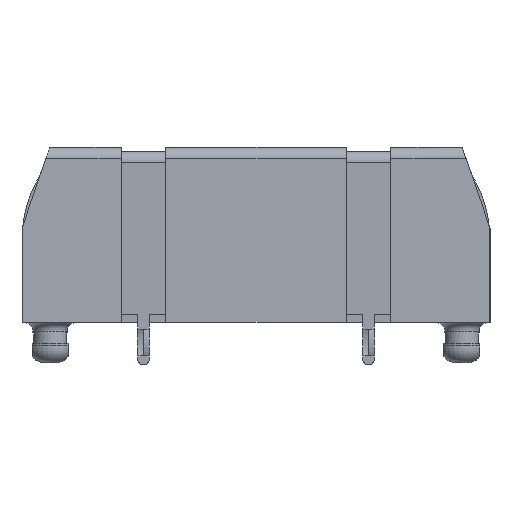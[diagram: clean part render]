
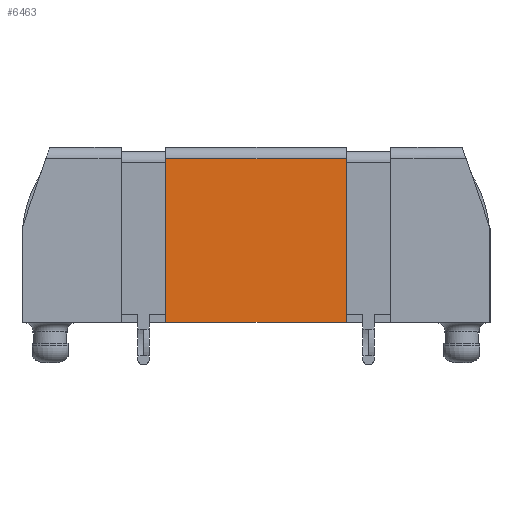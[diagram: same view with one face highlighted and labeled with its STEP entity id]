
A CAD part, left-side view. The second image highlights one B-rep face of the part: STEP entity #6463.
In plain terms, the highlighted planar face has unit normal (-1, 0, 0.018).
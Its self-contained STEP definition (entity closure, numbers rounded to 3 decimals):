
#698=ORIENTED_EDGE('',*,*,#1976,.F.);
#699=ORIENTED_EDGE('',*,*,#1954,.T.);
#700=ORIENTED_EDGE('',*,*,#1977,.F.);
#701=ORIENTED_EDGE('',*,*,#1978,.F.);
#1954=EDGE_CURVE('',#2599,#2597,#3061,.T.);
#1976=EDGE_CURVE('',#2599,#2616,#3080,.T.);
#1977=EDGE_CURVE('',#2617,#2597,#3081,.T.);
#1978=EDGE_CURVE('',#2616,#2617,#3082,.T.);
#2597=VERTEX_POINT('',#8957);
#2599=VERTEX_POINT('',#8960);
#2616=VERTEX_POINT('',#9008);
#2617=VERTEX_POINT('',#9010);
#3061=LINE('',#8959,#3627);
#3080=LINE('',#9007,#3646);
#3081=LINE('',#9009,#3647);
#3082=LINE('',#9011,#3648);
#3627=VECTOR('',#7514,1000.);
#3646=VECTOR('',#7549,1000.);
#3647=VECTOR('',#7550,1000.);
#3648=VECTOR('',#7551,1000.);
#4088=EDGE_LOOP('',(#698,#699,#700,#701));
#4364=FACE_BOUND('',#4088,.T.);
#4612=PLANE('',#6792);
#6463=ADVANCED_FACE('',(#4364),#4612,.F.);
#6792=AXIS2_PLACEMENT_3D('',#9006,#7547,#7548);
#7514=DIRECTION('',(0.,1.,0.));
#7547=DIRECTION('',(1.,0.,-0.017));
#7548=DIRECTION('',(-0.017,0.,-1.));
#7549=DIRECTION('',(-0.017,0.,-1.));
#7550=DIRECTION('',(0.017,0.,1.));
#7551=DIRECTION('',(0.,1.,0.));
#8957=CARTESIAN_POINT('',(-38.285,7.658,13.912));
#8959=CARTESIAN_POINT('',(-38.285,17.518,13.912));
#8960=CARTESIAN_POINT('',(-38.285,-7.658,13.912));
#9006=CARTESIAN_POINT('',(-38.268,17.518,14.91));
#9007=CARTESIAN_POINT('',(-38.268,-7.658,14.91));
#9008=CARTESIAN_POINT('',(-38.528,-7.658,0.001));
#9009=CARTESIAN_POINT('',(-38.268,7.658,14.91));
#9010=CARTESIAN_POINT('',(-38.528,7.658,0.001));
#9011=CARTESIAN_POINT('',(-38.528,17.518,0.001));
